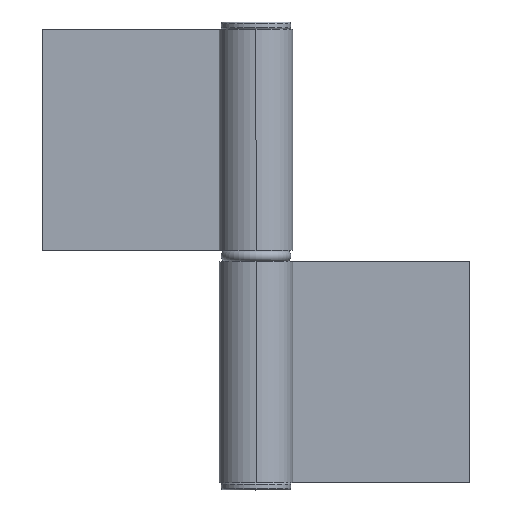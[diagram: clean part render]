
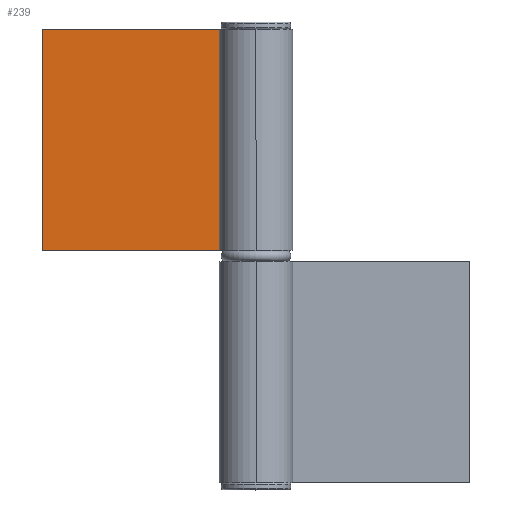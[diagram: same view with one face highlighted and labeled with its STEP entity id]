
A CAD part, top view. The second image highlights one B-rep face of the part: STEP entity #239.
In plain terms, the highlighted face is planar.
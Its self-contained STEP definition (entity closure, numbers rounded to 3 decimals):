
#3 = ORIENTED_EDGE ( 'NONE', *, *, #288, .F. ) ;
#11 = ORIENTED_EDGE ( 'NONE', *, *, #266, .T. ) ;
#14 = ORIENTED_EDGE ( 'NONE', *, *, #283, .T. ) ;
#17 = PLANE ( 'NONE',  #1188 ) ;
#47 = DIRECTION ( 'NONE',  ( 1., 0., 0. ) ) ;
#80 = ORIENTED_EDGE ( 'NONE', *, *, #277, .F. ) ;
#239 = ADVANCED_FACE ( 'NONE', ( #1184 ), #17, .F. ) ;
#266 = EDGE_CURVE ( 'NONE', #739, #734, #529, .T. ) ;
#277 = EDGE_CURVE ( 'NONE', #765, #766, #562, .T. ) ;
#283 = EDGE_CURVE ( 'NONE', #765, #739, #581, .T. ) ;
#288 = EDGE_CURVE ( 'NONE', #766, #734, #593, .T. ) ;
#529 = LINE ( 'NONE', #530, #1116 ) ;
#530 = CARTESIAN_POINT ( 'NONE',  ( 8., 0., 6. ) ) ;
#531 = DIRECTION ( 'NONE',  ( -1., 0., 0. ) ) ;
#562 = LINE ( 'NONE', #563, #1128 ) ;
#563 = CARTESIAN_POINT ( 'NONE',  ( 8., 60., 6. ) ) ;
#564 = DIRECTION ( 'NONE',  ( -1., 0., 0. ) ) ;
#581 = LINE ( 'NONE', #582, #1135 ) ;
#582 = CARTESIAN_POINT ( 'NONE',  ( 58., 60., 6. ) ) ;
#583 = DIRECTION ( 'NONE',  ( 0., -1., 0. ) ) ;
#593 = LINE ( 'NONE', #594, #1148 ) ;
#594 = CARTESIAN_POINT ( 'NONE',  ( 8., 60., 6. ) ) ;
#595 = DIRECTION ( 'NONE',  ( 0., -1., 0. ) ) ;
#687 = CARTESIAN_POINT ( 'NONE',  ( 8., 0., 6. ) ) ;
#692 = CARTESIAN_POINT ( 'NONE',  ( 58., 0., 6. ) ) ;
#718 = CARTESIAN_POINT ( 'NONE',  ( 58., 60., 6. ) ) ;
#719 = CARTESIAN_POINT ( 'NONE',  ( 8., 60., 6. ) ) ;
#734 = VERTEX_POINT ( 'NONE', #687 ) ;
#739 = VERTEX_POINT ( 'NONE', #692 ) ;
#765 = VERTEX_POINT ( 'NONE', #718 ) ;
#766 = VERTEX_POINT ( 'NONE', #719 ) ;
#778 = EDGE_LOOP ( 'NONE', ( #11, #3, #80, #14 ) ) ;
#1116 = VECTOR ( 'NONE', #531, 1000. ) ;
#1128 = VECTOR ( 'NONE', #564, 1000. ) ;
#1135 = VECTOR ( 'NONE', #583, 1000. ) ;
#1148 = VECTOR ( 'NONE', #595, 1000. ) ;
#1184 = FACE_OUTER_BOUND ( 'NONE', #778, .T. ) ;
#1188 = AXIS2_PLACEMENT_3D ( 'NONE', #1246, #1223, #47 ) ;
#1223 = DIRECTION ( 'NONE',  ( 0., 0., 1. ) ) ;
#1246 = CARTESIAN_POINT ( 'NONE',  ( 8., 60., 6. ) ) ;
